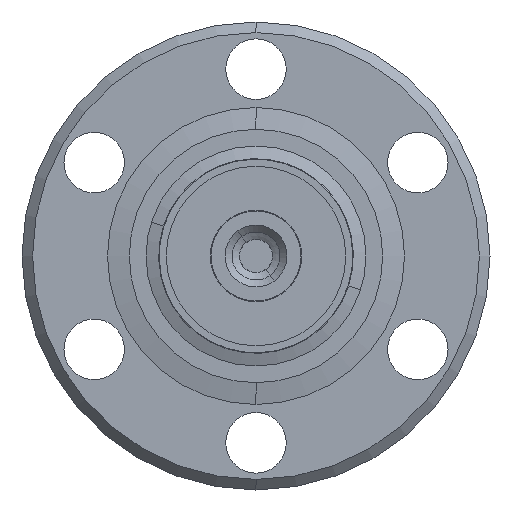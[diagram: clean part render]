
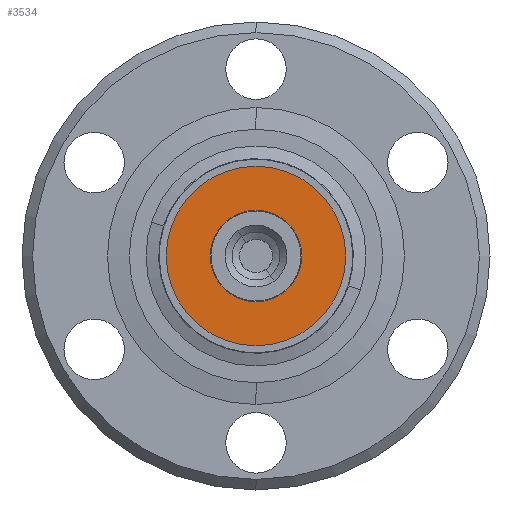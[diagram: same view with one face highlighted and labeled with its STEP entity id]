
A CAD part, front view. The second image highlights one B-rep face of the part: STEP entity #3534.
In plain terms, the highlighted planar face has unit normal (0, -1, 0).
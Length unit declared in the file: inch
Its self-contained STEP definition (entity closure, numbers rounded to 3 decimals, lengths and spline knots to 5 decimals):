
#799 = FACE_OUTER_BOUND ( 'NONE', #2161, .T. ) ;
#802 = FACE_BOUND ( 'NONE', #1157, .T. ) ;
#1110 = CARTESIAN_POINT ( 'NONE',  ( 0., -0.1725, 0. ) ) ;
#1111 = DIRECTION ( 'NONE',  ( 0., 1., 0. ) ) ;
#1112 = DIRECTION ( 'NONE',  ( 0., 0., 1. ) ) ;
#1157 = EDGE_LOOP ( 'NONE', ( #2819, #2806 ) ) ;
#1382 = VERTEX_POINT ( 'NONE', #2519 ) ;
#1383 = VERTEX_POINT ( 'NONE', #2430 ) ;
#1384 = VERTEX_POINT ( 'NONE', #2432 ) ;
#1447 = VERTEX_POINT ( 'NONE', #2548 ) ;
#1782 = EDGE_CURVE ( 'NONE', #1383, #1384, #2336, .T. ) ;
#1798 = EDGE_CURVE ( 'NONE', #1382, #1447, #2387, .T. ) ;
#1924 = CARTESIAN_POINT ( 'NONE',  ( 0., -0.1725, 0. ) ) ;
#1925 = DIRECTION ( 'NONE',  ( 0., 1., 0. ) ) ;
#1926 = DIRECTION ( 'NONE',  ( 0., 0., 1. ) ) ;
#1996 = CIRCLE ( 'NONE', #3235, 0.255 ) ;
#2161 = EDGE_LOOP ( 'NONE', ( #2706, #2796 ) ) ;
#2217 = CARTESIAN_POINT ( 'NONE',  ( 0., -0.1725, 0. ) ) ;
#2218 = DIRECTION ( 'NONE',  ( 0., 1., 0. ) ) ;
#2219 = DIRECTION ( 'NONE',  ( 0., 0., 1. ) ) ;
#2336 = CIRCLE ( 'NONE', #3197, 0.255 ) ;
#2365 = CIRCLE ( 'NONE', #3223, 0.13 ) ;
#2387 = CIRCLE ( 'NONE', #3207, 0.13 ) ;
#2430 = CARTESIAN_POINT ( 'NONE',  ( 0., -0.1725, -0.255 ) ) ;
#2432 = CARTESIAN_POINT ( 'NONE',  ( 0., -0.1725, 0.255 ) ) ;
#2519 = CARTESIAN_POINT ( 'NONE',  ( 0., -0.1725, 0.13 ) ) ;
#2548 = CARTESIAN_POINT ( 'NONE',  ( 0., -0.1725, -0.13 ) ) ;
#2706 = ORIENTED_EDGE ( 'NONE', *, *, #2990, .F. ) ;
#2796 = ORIENTED_EDGE ( 'NONE', *, *, #1782, .F. ) ;
#2806 = ORIENTED_EDGE ( 'NONE', *, *, #2971, .T. ) ;
#2819 = ORIENTED_EDGE ( 'NONE', *, *, #1798, .T. ) ;
#2955 = CARTESIAN_POINT ( 'NONE',  ( 0., -0.1725, 0. ) ) ;
#2956 = DIRECTION ( 'NONE',  ( 0., 1., 0. ) ) ;
#2957 = DIRECTION ( 'NONE',  ( 0., 0., 1. ) ) ;
#2971 = EDGE_CURVE ( 'NONE', #1447, #1382, #2365, .T. ) ;
#2990 = EDGE_CURVE ( 'NONE', #1384, #1383, #1996, .T. ) ;
#3197 = AXIS2_PLACEMENT_3D ( 'NONE', #1924, #1925, #1926 ) ;
#3207 = AXIS2_PLACEMENT_3D ( 'NONE', #1110, #1111, #1112 ) ;
#3223 = AXIS2_PLACEMENT_3D ( 'NONE', #2955, #2956, #2957 ) ;
#3235 = AXIS2_PLACEMENT_3D ( 'NONE', #2217, #2218, #2219 ) ;
#3396 = AXIS2_PLACEMENT_3D ( 'NONE', #3590, #3591, #3592 ) ;
#3534 = ADVANCED_FACE ( 'NONE', ( #799, #802 ), #3588, .F. ) ;
#3588 = PLANE ( 'NONE',  #3396 ) ;
#3590 = CARTESIAN_POINT ( 'NONE',  ( 0.255, -0.1725, 0. ) ) ;
#3591 = DIRECTION ( 'NONE',  ( 0., 1., 0. ) ) ;
#3592 = DIRECTION ( 'NONE',  ( 0., 0., 1. ) ) ;
